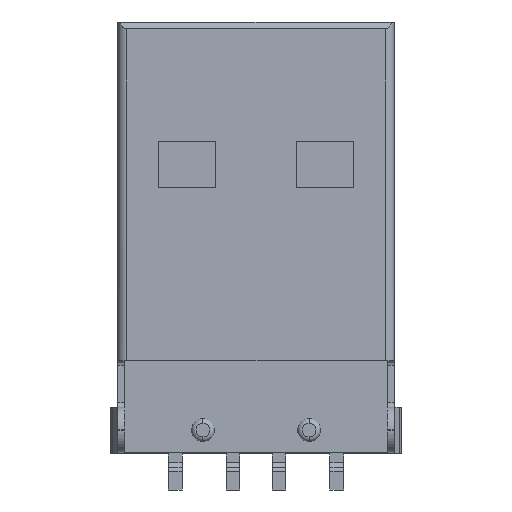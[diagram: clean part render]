
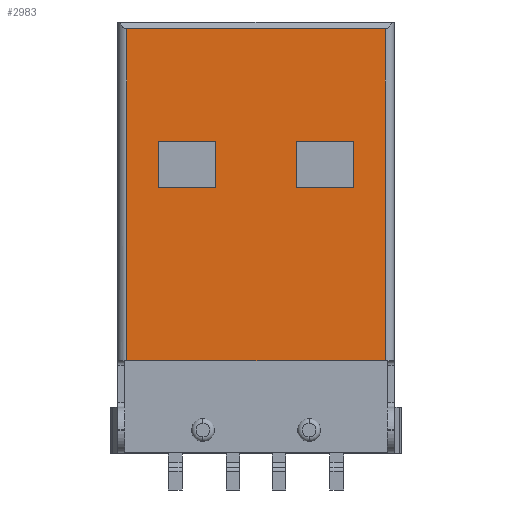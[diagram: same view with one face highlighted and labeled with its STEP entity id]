
A CAD part, front view. The second image highlights one B-rep face of the part: STEP entity #2983.
In plain terms, the highlighted planar face has unit normal (0, -1, 0).
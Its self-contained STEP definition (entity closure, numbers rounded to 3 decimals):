
#1145=EDGE_CURVE('',#2031,#1553,#3404,.T.);
#1173=EDGE_CURVE('',#2553,#2031,#3436,.T.);
#1551=EDGE_CURVE('',#1759,#1619,#3850,.T.);
#1553=VERTEX_POINT('',#3852);
#1585=VERTEX_POINT('',#3886);
#1619=VERTEX_POINT('',#3922);
#1659=EDGE_CURVE('',#2511,#3051,#3964,.T.);
#1669=EDGE_CURVE('',#2781,#2511,#3974,.T.);
#1759=VERTEX_POINT('',#4071);
#1801=VERTEX_POINT('',#4117);
#1837=VERTEX_POINT('',#4158);
#2031=VERTEX_POINT('',#4371);
#2407=EDGE_CURVE('',#3051,#1801,#4788,.T.);
#2511=VERTEX_POINT('',#4898);
#2517=EDGE_CURVE('',#2553,#1837,#4905,.T.);
#2549=EDGE_CURVE('',#1801,#2781,#4939,.T.);
#2553=VERTEX_POINT('',#4943);
#2571=EDGE_CURVE('',#1585,#2917,#4963,.T.);
#2775=EDGE_CURVE('',#1619,#1585,#5189,.T.);
#2781=VERTEX_POINT('',#5196);
#2825=EDGE_CURVE('',#2917,#1759,#5243,.T.);
#2917=VERTEX_POINT('',#5339);
#2983=ADVANCED_FACE('',(#5409,#5410,#5411),#5412,.T.);
#3051=VERTEX_POINT('',#5485);
#3349=EDGE_CURVE('',#1553,#1837,#5813,.T.);
#3404=LINE('',#5863,#5864);
#3436=LINE('',#5905,#5906);
#3850=LINE('',#6502,#6503);
#3852=CARTESIAN_POINT('',(5.597,0.,-0.298));
#3886=CARTESIAN_POINT('',(4.25,0.,-5.2));
#3922=CARTESIAN_POINT('',(1.75,0.,-5.2));
#3964=LINE('',#6654,#6655);
#3974=LINE('',#6670,#6671);
#4071=CARTESIAN_POINT('',(1.75,0.,-7.2));
#4117=CARTESIAN_POINT('',(-4.25,0.,-5.2));
#4158=CARTESIAN_POINT('',(-5.597,0.0,-0.298));
#4371=CARTESIAN_POINT('',(5.597,0.,-14.69));
#4788=LINE('',#7776,#7777);
#4898=CARTESIAN_POINT('',(-1.75,0.,-7.2));
#4905=LINE('',#7947,#7948);
#4939=LINE('',#7992,#7993);
#4943=CARTESIAN_POINT('',(-5.597,0.0,-14.69));
#4963=LINE('',#8025,#8026);
#5189=LINE('',#8331,#8332);
#5196=CARTESIAN_POINT('',(-1.75,0.,-5.2));
#5243=LINE('',#8416,#8417);
#5339=CARTESIAN_POINT('',(4.25,0.,-7.2));
#5409=FACE_BOUND('',#8659,.T.);
#5410=FACE_BOUND('',#8660,.T.);
#5411=FACE_OUTER_BOUND('',#8661,.T.);
#5412=PLANE('',#8662);
#5485=CARTESIAN_POINT('',(-4.25,0.,-7.2));
#5813=LINE('',#9238,#9239);
#5863=CARTESIAN_POINT('',(5.597,0.,-19.7));
#5864=VECTOR('',#9295,1.0);
#5905=CARTESIAN_POINT('',(2.799,0.,-14.69));
#5906=VECTOR('',#9344,1.0);
#6502=CARTESIAN_POINT('',(1.75,0.,-12.95));
#6503=VECTOR('',#9847,1.0);
#6654=CARTESIAN_POINT('',(1.299,0.,-7.2));
#6655=VECTOR('',#9932,1.0);
#6670=CARTESIAN_POINT('',(-1.75,0.,-12.95));
#6671=VECTOR('',#9935,1.0);
#7776=CARTESIAN_POINT('',(-4.25,0.,-12.95));
#7777=VECTOR('',#10855,1.0);
#7947=CARTESIAN_POINT('',(-5.597,0.0,-19.7));
#7948=VECTOR('',#10958,1.0);
#7992=CARTESIAN_POINT('',(1.299,0.,-5.2));
#7993=VECTOR('',#10982,1.0);
#8025=CARTESIAN_POINT('',(4.25,0.,-12.95));
#8026=VECTOR('',#11005,1.0);
#8331=CARTESIAN_POINT('',(4.299,0.,-5.2));
#8332=VECTOR('',#11282,1.0);
#8416=CARTESIAN_POINT('',(4.299,0.,-7.2));
#8417=VECTOR('',#11362,1.0);
#8659=EDGE_LOOP('',(#11506,#11507,#11508,#11509));
#8660=EDGE_LOOP('',(#11510,#11511,#11512,#11513));
#8661=EDGE_LOOP('',(#11514,#11515,#11516,#11517));
#8662=AXIS2_PLACEMENT_3D('',#11518,#11519,#11520);
#9238=CARTESIAN_POINT('',(7.0,0.,-0.298));
#9239=VECTOR('',#12009,1.0);
#9295=DIRECTION('',(0.0,0.0,1.0));
#9344=DIRECTION('',(1.0,0.0,0.0));
#9847=DIRECTION('',(0.0,0.0,1.0));
#9932=DIRECTION('',(-1.0,0.0,0.0));
#9935=DIRECTION('',(-0.0,-0.0,-1.0));
#10855=DIRECTION('',(0.0,0.0,1.0));
#10958=DIRECTION('',(0.0,0.0,1.0));
#10982=DIRECTION('',(1.0,0.0,0.0));
#11005=DIRECTION('',(-0.0,-0.0,-1.0));
#11282=DIRECTION('',(1.0,0.0,0.0));
#11362=DIRECTION('',(-1.0,0.0,0.0));
#11506=ORIENTED_EDGE('',*,*,#2825,.T.);
#11507=ORIENTED_EDGE('',*,*,#1551,.T.);
#11508=ORIENTED_EDGE('',*,*,#2775,.T.);
#11509=ORIENTED_EDGE('',*,*,#2571,.T.);
#11510=ORIENTED_EDGE('',*,*,#1659,.T.);
#11511=ORIENTED_EDGE('',*,*,#2407,.T.);
#11512=ORIENTED_EDGE('',*,*,#2549,.T.);
#11513=ORIENTED_EDGE('',*,*,#1669,.T.);
#11514=ORIENTED_EDGE('',*,*,#1173,.T.);
#11515=ORIENTED_EDGE('',*,*,#1145,.T.);
#11516=ORIENTED_EDGE('',*,*,#3349,.T.);
#11517=ORIENTED_EDGE('',*,*,#2517,.F.);
#11518=CARTESIAN_POINT('',(5.597,0.,-19.7));
#11519=DIRECTION('',(0.0,-1.0,0.0));
#11520=DIRECTION('',(1.0,0.0,0.0));
#12009=DIRECTION('',(-1.0,0.0,0.));
